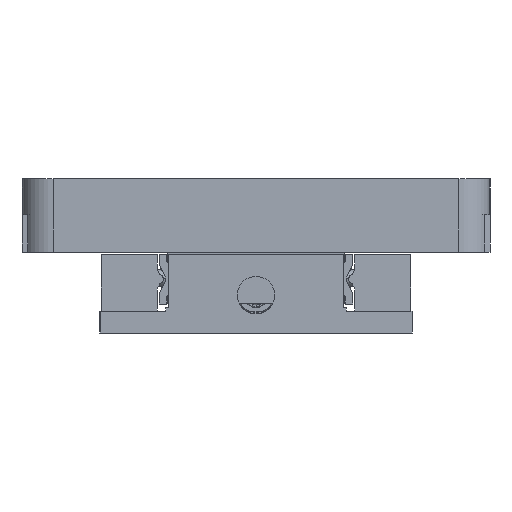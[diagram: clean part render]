
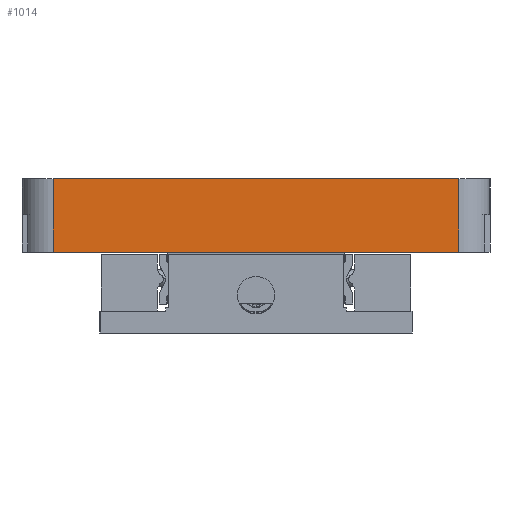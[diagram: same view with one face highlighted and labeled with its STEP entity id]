
A CAD part, front view. The second image highlights one B-rep face of the part: STEP entity #1014.
In plain terms, the highlighted planar face has unit normal (0, -1, 0).
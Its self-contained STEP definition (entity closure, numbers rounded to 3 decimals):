
#895 = VERTEX_POINT ( 'NONE', #6423 ) ;
#1014 = ADVANCED_FACE ( 'NONE', ( #8413 ), #15192, .F. ) ;
#2432 = AXIS2_PLACEMENT_3D ( 'NONE', #6760, #13528, #20284 ) ;
#2871 = CARTESIAN_POINT ( 'NONE',  ( -37.5, -20., 0. ) ) ;
#3363 = CARTESIAN_POINT ( 'NONE',  ( -32.5, -20., 11.75 ) ) ;
#4030 = EDGE_CURVE ( 'NONE', #895, #18375, #14541, .T. ) ;
#4176 = EDGE_CURVE ( 'NONE', #18375, #13113, #18622, .T. ) ;
#4285 = ORIENTED_EDGE ( 'NONE', *, *, #4030, .T. ) ;
#4514 = ORIENTED_EDGE ( 'NONE', *, *, #4176, .T. ) ;
#5132 = CARTESIAN_POINT ( 'NONE',  ( -37.5, -20., 11.75 ) ) ;
#5477 = CARTESIAN_POINT ( 'NONE',  ( 32.5, -20., 11.75 ) ) ;
#5630 = EDGE_CURVE ( 'NONE', #7168, #13113, #8587, .T. ) ;
#6252 = CARTESIAN_POINT ( 'NONE',  ( 32.5, -20., 0. ) ) ;
#6423 = CARTESIAN_POINT ( 'NONE',  ( -32.5, -20., 0. ) ) ;
#6760 = CARTESIAN_POINT ( 'NONE',  ( -37.5, -20., 11.75 ) ) ;
#6903 = EDGE_LOOP ( 'NONE', ( #10774, #7089, #4285, #4514 ) ) ;
#7089 = ORIENTED_EDGE ( 'NONE', *, *, #13009, .T. ) ;
#7168 = VERTEX_POINT ( 'NONE', #18987 ) ;
#7870 = DIRECTION ( 'NONE',  ( 1., 0., 0. ) ) ;
#8413 = FACE_OUTER_BOUND ( 'NONE', #6903, .T. ) ;
#8587 = LINE ( 'NONE', #5132, #19358 ) ;
#10154 = DIRECTION ( 'NONE',  ( 0., 0., -1. ) ) ;
#10774 = ORIENTED_EDGE ( 'NONE', *, *, #5630, .F. ) ;
#13009 = EDGE_CURVE ( 'NONE', #7168, #895, #18573, .T. ) ;
#13113 = VERTEX_POINT ( 'NONE', #5477 ) ;
#13528 = DIRECTION ( 'NONE',  ( 0., 1., 0. ) ) ;
#13639 = CARTESIAN_POINT ( 'NONE',  ( 32.5, -20., 11.75 ) ) ;
#14541 = LINE ( 'NONE', #2871, #16437 ) ;
#15192 = PLANE ( 'NONE',  #2432 ) ;
#15210 = VECTOR ( 'NONE', #10154, 1000. ) ;
#16083 = VECTOR ( 'NONE', #18749, 1000. ) ;
#16437 = VECTOR ( 'NONE', #7870, 1000. ) ;
#18375 = VERTEX_POINT ( 'NONE', #6252 ) ;
#18573 = LINE ( 'NONE', #3363, #15210 ) ;
#18622 = LINE ( 'NONE', #13639, #16083 ) ;
#18749 = DIRECTION ( 'NONE',  ( 0., 0., 1. ) ) ;
#18987 = CARTESIAN_POINT ( 'NONE',  ( -32.5, -20., 11.75 ) ) ;
#18997 = DIRECTION ( 'NONE',  ( 1., 0., 0. ) ) ;
#19358 = VECTOR ( 'NONE', #18997, 1000. ) ;
#20284 = DIRECTION ( 'NONE',  ( 0., 0., 1. ) ) ;
